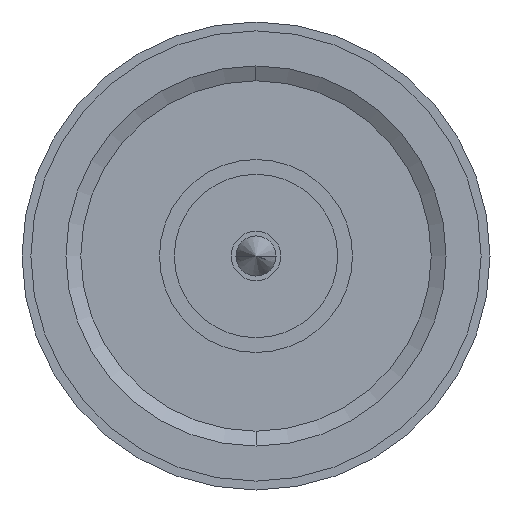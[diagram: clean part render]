
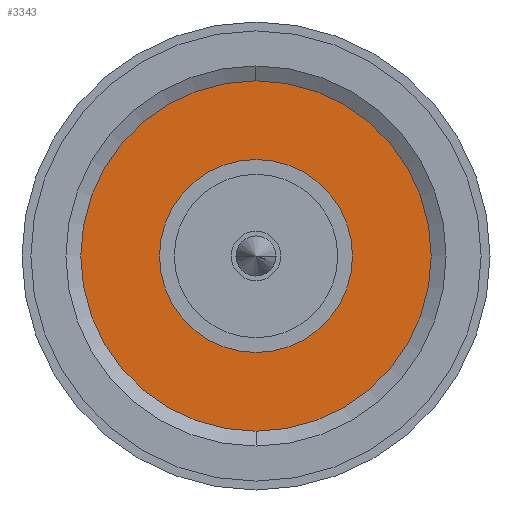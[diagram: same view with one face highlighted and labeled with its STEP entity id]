
A CAD part, left-side view. The second image highlights one B-rep face of the part: STEP entity #3343.
In plain terms, the highlighted face is planar.
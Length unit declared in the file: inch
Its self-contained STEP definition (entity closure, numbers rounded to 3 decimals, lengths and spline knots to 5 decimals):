
#40 = EDGE_CURVE ( 'NONE', #342, #7217, #5855, .T. ) ;
#93 = EDGE_CURVE ( 'NONE', #7217, #342, #5086, .T. ) ;
#314 = DIRECTION ( 'NONE',  ( 0., 0., -1. ) ) ;
#342 = VERTEX_POINT ( 'NONE', #6739 ) ;
#359 = CARTESIAN_POINT ( 'NONE',  ( 0.37, 0., 0. ) ) ;
#443 = DIRECTION ( 'NONE',  ( 1., 0., 0. ) ) ;
#513 = EDGE_LOOP ( 'NONE', ( #2262, #5495 ) ) ;
#1062 = VERTEX_POINT ( 'NONE', #6874 ) ;
#1076 = CARTESIAN_POINT ( 'NONE',  ( 0.37, 0., 0. ) ) ;
#1611 = DIRECTION ( 'NONE',  ( 1., 0., 0. ) ) ;
#1621 = CARTESIAN_POINT ( 'NONE',  ( 0.37, 0., 0. ) ) ;
#1671 = ORIENTED_EDGE ( 'NONE', *, *, #40, .T. ) ;
#1884 = EDGE_CURVE ( 'NONE', #1062, #5483, #2319, .T. ) ;
#2262 = ORIENTED_EDGE ( 'NONE', *, *, #1884, .F. ) ;
#2319 = CIRCLE ( 'NONE', #4981, 0.1625 ) ;
#2336 = DIRECTION ( 'NONE',  ( 0., 0., -1. ) ) ;
#2507 = AXIS2_PLACEMENT_3D ( 'NONE', #1076, #1611, #6983 ) ;
#2919 = DIRECTION ( 'NONE',  ( 1., 0., 0. ) ) ;
#2933 = CARTESIAN_POINT ( 'NONE',  ( 0.37, 0., -0.1625 ) ) ;
#3343 = ADVANCED_FACE ( 'NONE', ( #4010, #4592 ), #6316, .T. ) ;
#3443 = DIRECTION ( 'NONE',  ( 1., 0., 0. ) ) ;
#4010 = FACE_OUTER_BOUND ( 'NONE', #7305, .T. ) ;
#4385 = CIRCLE ( 'NONE', #2507, 0.1625 ) ;
#4520 = DIRECTION ( 'NONE',  ( 1., 0., 0. ) ) ;
#4592 = FACE_BOUND ( 'NONE', #513, .T. ) ;
#4693 = CARTESIAN_POINT ( 'NONE',  ( 0.37, 0., 0. ) ) ;
#4733 = DIRECTION ( 'NONE',  ( 0., 0., -1. ) ) ;
#4981 = AXIS2_PLACEMENT_3D ( 'NONE', #359, #4520, #314 ) ;
#5086 = CIRCLE ( 'NONE', #7736, 0.32 ) ;
#5387 = ORIENTED_EDGE ( 'NONE', *, *, #93, .T. ) ;
#5483 = VERTEX_POINT ( 'NONE', #2933 ) ;
#5495 = ORIENTED_EDGE ( 'NONE', *, *, #6764, .F. ) ;
#5821 = CARTESIAN_POINT ( 'NONE',  ( 0.37, 0., 0. ) ) ;
#5855 = CIRCLE ( 'NONE', #6366, 0.32 ) ;
#6316 = PLANE ( 'NONE',  #7301 ) ;
#6366 = AXIS2_PLACEMENT_3D ( 'NONE', #5821, #443, #7446 ) ;
#6416 = CARTESIAN_POINT ( 'NONE',  ( 0.37, 0., 0.32 ) ) ;
#6739 = CARTESIAN_POINT ( 'NONE',  ( 0.37, 0., -0.32 ) ) ;
#6764 = EDGE_CURVE ( 'NONE', #5483, #1062, #4385, .T. ) ;
#6874 = CARTESIAN_POINT ( 'NONE',  ( 0.37, 0., 0.1625 ) ) ;
#6983 = DIRECTION ( 'NONE',  ( 0., 0., -1. ) ) ;
#7217 = VERTEX_POINT ( 'NONE', #6416 ) ;
#7301 = AXIS2_PLACEMENT_3D ( 'NONE', #1621, #2919, #2336 ) ;
#7305 = EDGE_LOOP ( 'NONE', ( #1671, #5387 ) ) ;
#7446 = DIRECTION ( 'NONE',  ( 0., 0., -1. ) ) ;
#7736 = AXIS2_PLACEMENT_3D ( 'NONE', #4693, #3443, #4733 ) ;
